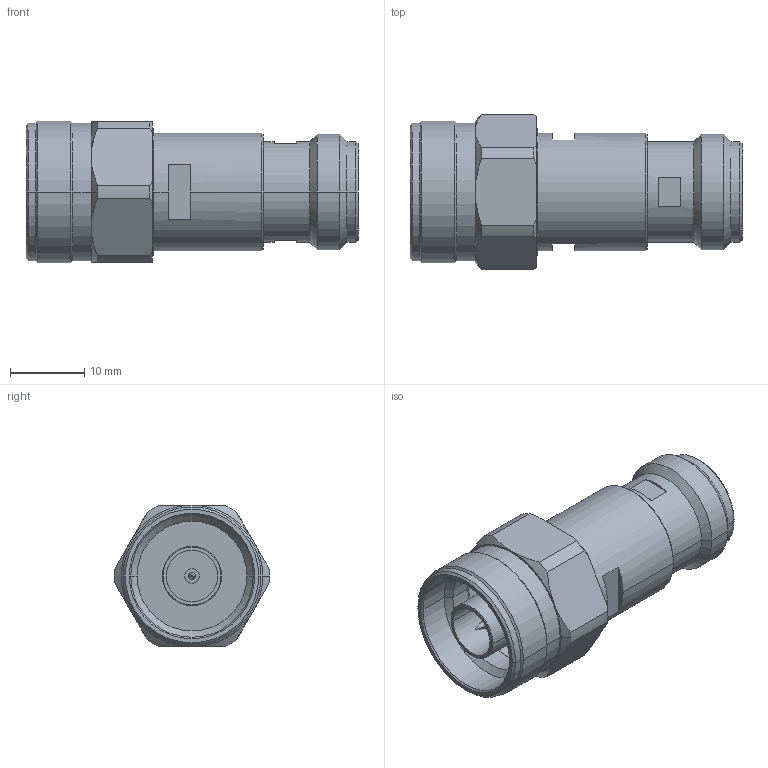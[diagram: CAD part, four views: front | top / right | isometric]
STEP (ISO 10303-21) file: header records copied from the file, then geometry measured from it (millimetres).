
FILE_DESCRIPTION (( 'STEP AP214' ), '1' );
FILE_NAME ('PE8262_3D.STEP', '2022-01-26T16:24:07', ( '' ), ( '' ), 'SwSTEP 2.0', 'SolidWorks 2021', '' );
FILE_SCHEMA (( 'AUTOMOTIVE_DESIGN' ));
Length unit declared in the file: millimetre
Products named in the file (1): PE8262_3D
Bounding box: 44.75 x 21 x 19.1 mm (x, y, z)
Volume: 7127.1 mm3; surface area: 4546.5 mm2
Topology: 1 solids, 1 shells, 158 faces, 366 edges, 222 vertices
Faces by surface type: cone 60, plane 47, cylinder 41, torus 10
Entity records: 4753 total; most frequent: CARTESIAN_POINT 1103, DIRECTION 807, ORIENTED_EDGE 728, EDGE_CURVE 364, AXIS2_PLACEMENT_3D 340, VERTEX_POINT 222, CIRCLE 181, EDGE_LOOP 172
